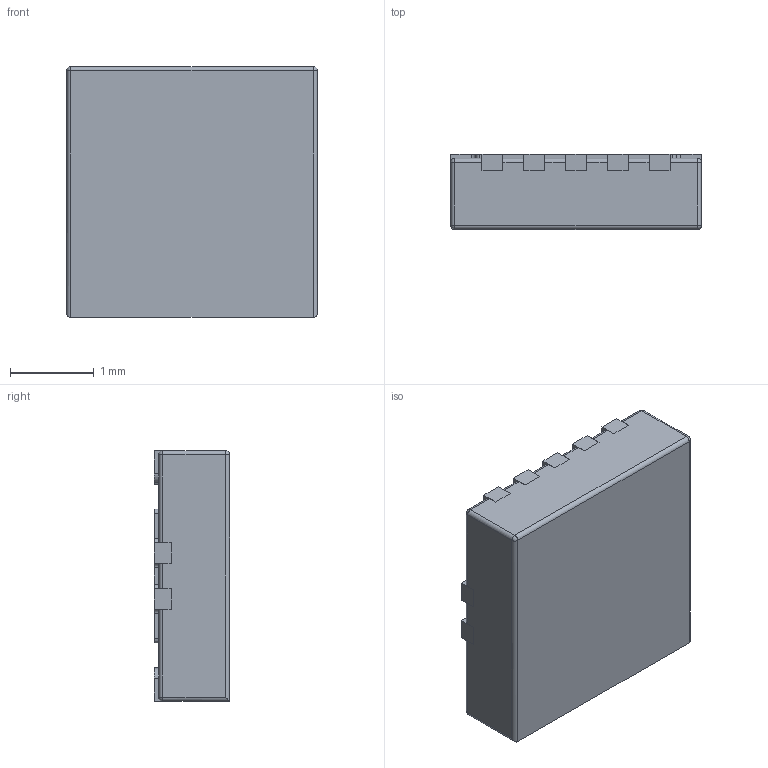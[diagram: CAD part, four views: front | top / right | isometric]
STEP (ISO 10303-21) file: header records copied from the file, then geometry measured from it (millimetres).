
FILE_DESCRIPTION (( 'STEP AP214' ), '1' );
FILE_NAME ('SW3dPS-SON10-3x3mm.STEP', '2009-11-10T15:12:58', ( 'SysAdmin' ), ( 'SolidWorks' ), 'SwSTEP 2.0', 'SolidWorks 2009', '' );
FILE_SCHEMA (( 'AUTOMOTIVE_DESIGN' ));
Length unit declared in the file: millimetre
Products named in the file (1): SW3dPS-SON10-3x3mm
Bounding box: 3 x 0.9 x 3 mm (x, y, z)
Volume: 7.9 mm3; surface area: 44.6 mm2
Topology: 12 solids, 12 shells, 215 faces, 559 edges, 362 vertices
Faces by surface type: plane 128, cylinder 81, sphere 6
Entity records: 6658 total; most frequent: DIRECTION 1141, CARTESIAN_POINT 1137, ORIENTED_EDGE 1106, EDGE_CURVE 553, VECTOR 393, LINE 393, AXIS2_PLACEMENT_3D 374, VERTEX_POINT 362
